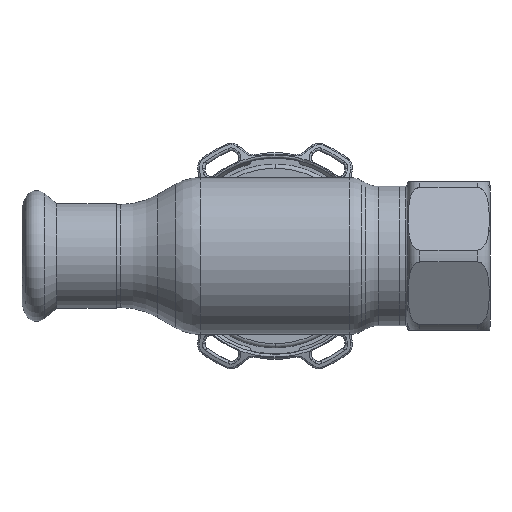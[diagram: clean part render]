
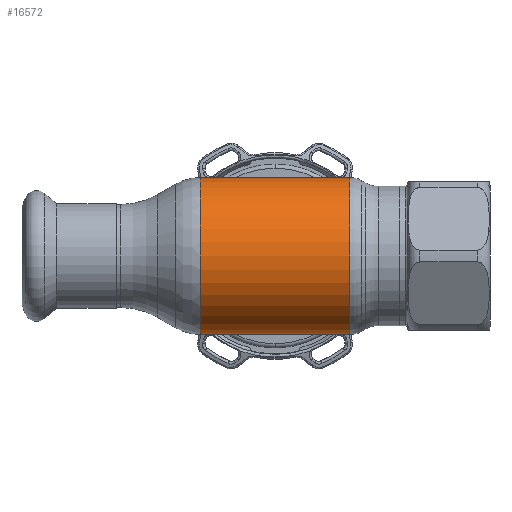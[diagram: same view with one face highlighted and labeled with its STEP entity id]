
A CAD part, front view. The second image highlights one B-rep face of the part: STEP entity #16572.
In plain terms, the highlighted cylindrical face has radius 19 mm (diameter 38 mm), a partial arc.
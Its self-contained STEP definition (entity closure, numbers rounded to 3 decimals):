
#1073 = ORIENTED_EDGE ( 'NONE', *, *, #25157, .T. ) ;
#2210 = EDGE_CURVE ( 'NONE', #17634, #24827, #22770, .T. ) ;
#3726 = DIRECTION ( 'NONE',  ( -1., 0., 0. ) ) ;
#3903 = DIRECTION ( 'NONE',  ( 0., 0., 1. ) ) ;
#5259 = CARTESIAN_POINT ( 'NONE',  ( 18.035, 0., 19. ) ) ;
#5817 = AXIS2_PLACEMENT_3D ( 'NONE', #35298, #18149, #10258 ) ;
#5828 = DIRECTION ( 'NONE',  ( -1., 0., 0. ) ) ;
#6279 = DIRECTION ( 'NONE',  ( -1., 0., 0. ) ) ;
#6398 = VECTOR ( 'NONE', #6279, 1000. ) ;
#6638 = LINE ( 'NONE', #14907, #6398 ) ;
#9412 = CARTESIAN_POINT ( 'NONE',  ( 18.035, 0., 0. ) ) ;
#10258 = DIRECTION ( 'NONE',  ( 0., 0., 1. ) ) ;
#14581 = VECTOR ( 'NONE', #5828, 1000. ) ;
#14907 = CARTESIAN_POINT ( 'NONE',  ( -62.69, 0., -19. ) ) ;
#16572 = ADVANCED_FACE ( 'NONE', ( #20858 ), #32345, .T. ) ;
#16787 = CARTESIAN_POINT ( 'NONE',  ( -62.69, 0., 19. ) ) ;
#17146 = LINE ( 'NONE', #16787, #14581 ) ;
#17505 = AXIS2_PLACEMENT_3D ( 'NONE', #31294, #17771, #20137 ) ;
#17634 = VERTEX_POINT ( 'NONE', #20645 ) ;
#17771 = DIRECTION ( 'NONE',  ( -1., 0., 0. ) ) ;
#18149 = DIRECTION ( 'NONE',  ( -1., 0., 0. ) ) ;
#18670 = CIRCLE ( 'NONE', #33753, 19. ) ;
#20074 = VERTEX_POINT ( 'NONE', #5259 ) ;
#20137 = DIRECTION ( 'NONE',  ( 0., 0., 1. ) ) ;
#20645 = CARTESIAN_POINT ( 'NONE',  ( -18.035, 0., -19. ) ) ;
#20858 = FACE_OUTER_BOUND ( 'NONE', #35114, .T. ) ;
#22770 = CIRCLE ( 'NONE', #17505, 19. ) ;
#23625 = ORIENTED_EDGE ( 'NONE', *, *, #2210, .F. ) ;
#24827 = VERTEX_POINT ( 'NONE', #27815 ) ;
#25157 = EDGE_CURVE ( 'NONE', #20074, #24827, #17146, .T. ) ;
#25937 = EDGE_CURVE ( 'NONE', #35902, #20074, #18670, .T. ) ;
#25939 = EDGE_CURVE ( 'NONE', #35902, #17634, #6638, .T. ) ;
#27341 = ORIENTED_EDGE ( 'NONE', *, *, #25937, .T. ) ;
#27815 = CARTESIAN_POINT ( 'NONE',  ( -18.035, 0., 19. ) ) ;
#31294 = CARTESIAN_POINT ( 'NONE',  ( -18.035, 0., 0. ) ) ;
#32345 = CYLINDRICAL_SURFACE ( 'NONE', #5817, 19. ) ;
#33358 = CARTESIAN_POINT ( 'NONE',  ( 18.035, 0., -19. ) ) ;
#33753 = AXIS2_PLACEMENT_3D ( 'NONE', #9412, #3726, #3903 ) ;
#34842 = ORIENTED_EDGE ( 'NONE', *, *, #25939, .F. ) ;
#35114 = EDGE_LOOP ( 'NONE', ( #34842, #27341, #1073, #23625 ) ) ;
#35298 = CARTESIAN_POINT ( 'NONE',  ( -62.69, 0., 0. ) ) ;
#35902 = VERTEX_POINT ( 'NONE', #33358 ) ;
